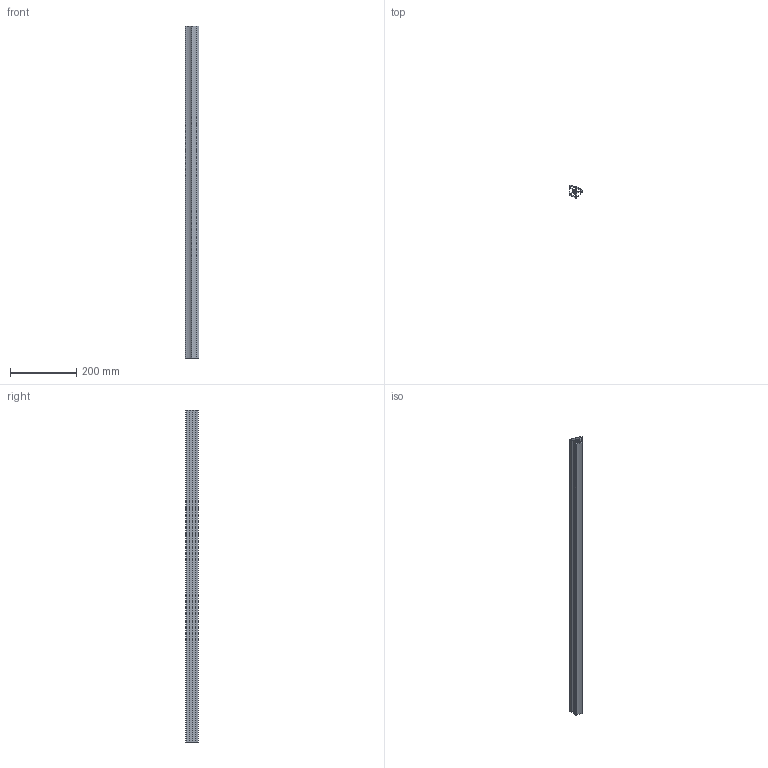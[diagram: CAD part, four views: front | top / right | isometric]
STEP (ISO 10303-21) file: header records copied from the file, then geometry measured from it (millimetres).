
FILE_DESCRIPTION(/* description */ (''),/* implementation_level */ '2;1');
FILE_NAME(/* name */ '91055_KriTec_Profil_8_Raster_30_R30-45.stp',/* time_stamp */ '2020-09-04T11:27:08+02:00',/* author */ ('Nell'),/* organization */ (''),/* preprocessor_version */ 'ST-DEVELOPER v17',/* originating_system */ 'Autodesk Inventor 2018',/* authorisation */ '');
FILE_SCHEMA (('AUTOMOTIVE_DESIGN { 1 0 10303 214 3 1 1 }'));
Length unit declared in the file: millimetre
Products named in the file (1): 91055_KriTec_Profil_8_Raster_30_R30-45
Bounding box: 41.57 x 37.97 x 1000 mm (x, y, z)
Volume: 399032.4 mm3; surface area: 388690.9 mm2
Topology: 1 solids, 1 shells, 78 faces, 228 edges, 152 vertices
Faces by surface type: plane 62, cylinder 16
Entity records: 2619 total; most frequent: CARTESIAN_POINT 459, ORIENTED_EDGE 456, DIRECTION 418, EDGE_CURVE 228, LINE 196, VECTOR 196, VERTEX_POINT 152, AXIS2_PLACEMENT_3D 111
